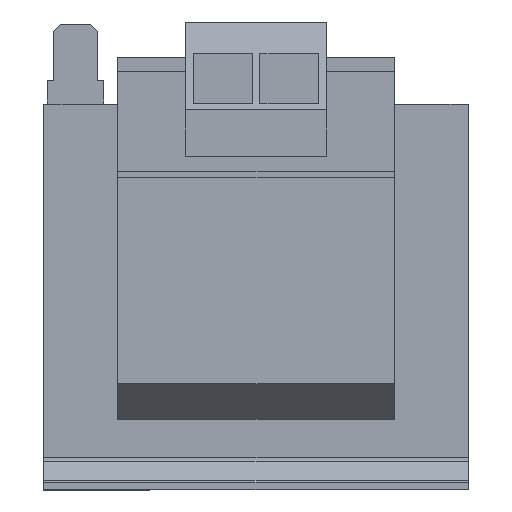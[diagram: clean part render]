
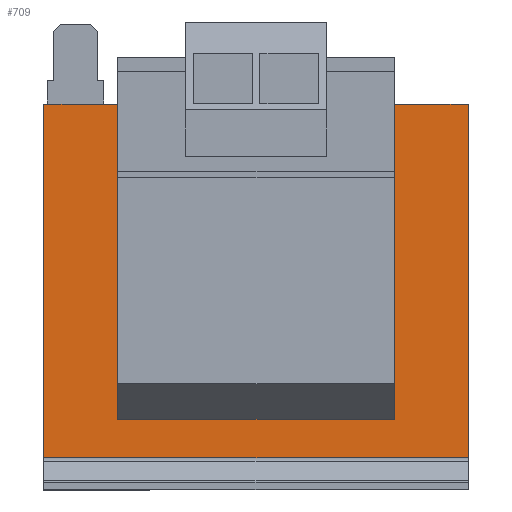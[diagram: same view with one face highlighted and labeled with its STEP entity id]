
A CAD part, top view. The second image highlights one B-rep face of the part: STEP entity #709.
In plain terms, the highlighted planar face has unit normal (0, 0, 1).
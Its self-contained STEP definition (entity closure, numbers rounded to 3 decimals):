
#28 = CARTESIAN_POINT ( 'NONE',  ( -30., -25., 10.5 ) ) ;
#128 = ORIENTED_EDGE ( 'NONE', *, *, #1802, .T. ) ;
#146 = DIRECTION ( 'NONE',  ( 0., 1., 0. ) ) ;
#190 = CARTESIAN_POINT ( 'NONE',  ( -19.55, -14.55, 10.5 ) ) ;
#245 = DIRECTION ( 'NONE',  ( 0., -1., 0. ) ) ;
#355 = ORIENTED_EDGE ( 'NONE', *, *, #383, .F. ) ;
#383 = EDGE_CURVE ( 'Defeature ausgef�hrt2_15+Defeature ausgef�hrt2_29+Defeature ausgef�hrt2_33+Defeature ausgef�hrt2_19', #3326, #2071, #2377, .T. ) ;
#385 = VECTOR ( 'NONE', #146, 1000. ) ;
#388 = VECTOR ( 'NONE', #1675, 1000. ) ;
#425 = VECTOR ( 'NONE', #1798, 1000. ) ;
#488 = LINE ( 'NONE', #1657, #388 ) ;
#508 = EDGE_CURVE ( 'Defeature ausgef�hrt2_32+Defeature ausgef�hrt2_29+Defeature ausgef�hrt2_15+Defeature ausgef�hrt2_34', #1243, #2404, #3144, .T. ) ;
#566 = EDGE_CURVE ( 'Defeature ausgef�hrt2_15+Defeature ausgef�hrt2_29+Defeature ausgef�hrt2_19+Defeature ausgef�hrt2_32', #2100, #1243, #4042, .T. ) ;
#583 = LINE ( 'NONE', #3885, #385 ) ;
#603 = PLANE ( 'NONE',  #1056 ) ;
#676 = CARTESIAN_POINT ( 'NONE',  ( -19.55, -19.55, 10.5 ) ) ;
#709 = ADVANCED_FACE ( 'Defeature ausgef�hrt2_29', ( #2381 ), #603, .T. ) ;
#732 = CARTESIAN_POINT ( 'NONE',  ( -19.55, 25., 10.5 ) ) ;
#818 = ORIENTED_EDGE ( 'NONE', *, *, #3920, .T. ) ;
#839 = VERTEX_POINT ( 'NONE', #676 ) ;
#989 = LINE ( 'NONE', #2074, #3779 ) ;
#1056 = AXIS2_PLACEMENT_3D ( 'NONE', #1222, #3409, #1537 ) ;
#1160 = CARTESIAN_POINT ( 'NONE',  ( 0., 25., 10.5 ) ) ;
#1222 = CARTESIAN_POINT ( 'NONE',  ( 0., 0., 10.5 ) ) ;
#1226 = VERTEX_POINT ( 'NONE', #4014 ) ;
#1243 = VERTEX_POINT ( 'NONE', #3087 ) ;
#1345 = LINE ( 'NONE', #190, #2223 ) ;
#1388 = DIRECTION ( 'NONE',  ( 1., 0., 0. ) ) ;
#1450 = DIRECTION ( 'NONE',  ( 1., 0., 0. ) ) ;
#1493 = VECTOR ( 'NONE', #245, 1000. ) ;
#1537 = DIRECTION ( 'NONE',  ( 1., 0., 0. ) ) ;
#1630 = ORIENTED_EDGE ( 'NONE', *, *, #2189, .T. ) ;
#1657 = CARTESIAN_POINT ( 'NONE',  ( -30., 0., 10.5 ) ) ;
#1675 = DIRECTION ( 'NONE',  ( 0., -1., 0. ) ) ;
#1782 = EDGE_CURVE ( 'Defeature ausgef�hrt2_29+Defeature ausgef�hrt2_18+Defeature ausgef�hrt2_27+Defeature ausgef�hrt2_28', #1226, #839, #3349, .T. ) ;
#1785 = CARTESIAN_POINT ( 'NONE',  ( -30., 25., 10.5 ) ) ;
#1798 = DIRECTION ( 'NONE',  ( 1., 0., 0. ) ) ;
#1802 = EDGE_CURVE ( 'Defeature ausgef�hrt2_29+Defeature ausgef�hrt2_28+Defeature ausgef�hrt2_28+Defeature ausgef�hrt2_15', #839, #2071, #1345, .T. ) ;
#1889 = VECTOR ( 'NONE', #3005, 1000. ) ;
#1927 = ORIENTED_EDGE ( 'NONE', *, *, #1782, .T. ) ;
#1937 = EDGE_LOOP ( 'NONE', ( #3000, #3032, #1927, #128, #355, #1630, #818, #2581 ) ) ;
#2060 = CARTESIAN_POINT ( 'NONE',  ( 19.55, -19.55, 10.5 ) ) ;
#2071 = VERTEX_POINT ( 'NONE', #732 ) ;
#2074 = CARTESIAN_POINT ( 'NONE',  ( 0., -25., 10.5 ) ) ;
#2100 = VERTEX_POINT ( 'NONE', #2893 ) ;
#2189 = EDGE_CURVE ( 'Defeature ausgef�hrt2_29+Defeature ausgef�hrt2_33+Defeature ausgef�hrt2_15+Defeature ausgef�hrt2_34', #3326, #2803, #488, .T. ) ;
#2223 = VECTOR ( 'NONE', #2992, 1000. ) ;
#2377 = LINE ( 'NONE', #2975, #3258 ) ;
#2381 = FACE_OUTER_BOUND ( 'NONE', #1937, .T. ) ;
#2404 = VERTEX_POINT ( 'NONE', #2957 ) ;
#2581 = ORIENTED_EDGE ( 'NONE', *, *, #508, .F. ) ;
#2728 = CARTESIAN_POINT ( 'NONE',  ( 30., 0., 10.5 ) ) ;
#2803 = VERTEX_POINT ( 'NONE', #28 ) ;
#2893 = CARTESIAN_POINT ( 'NONE',  ( 19.55, 25., 10.5 ) ) ;
#2957 = CARTESIAN_POINT ( 'NONE',  ( 30., -25., 10.5 ) ) ;
#2975 = CARTESIAN_POINT ( 'NONE',  ( 0., 25., 10.5 ) ) ;
#2992 = DIRECTION ( 'NONE',  ( 0., 1., 0. ) ) ;
#3000 = ORIENTED_EDGE ( 'NONE', *, *, #566, .F. ) ;
#3005 = DIRECTION ( 'NONE',  ( -1., 0., 0. ) ) ;
#3032 = ORIENTED_EDGE ( 'NONE', *, *, #3259, .F. ) ;
#3087 = CARTESIAN_POINT ( 'NONE',  ( 30., 25., 10.5 ) ) ;
#3144 = LINE ( 'NONE', #2728, #1493 ) ;
#3258 = VECTOR ( 'NONE', #1388, 1000. ) ;
#3259 = EDGE_CURVE ( 'Defeature ausgef�hrt2_27+Defeature ausgef�hrt2_29+Defeature ausgef�hrt2_29+Defeature ausgef�hrt2_19', #1226, #2100, #583, .T. ) ;
#3326 = VERTEX_POINT ( 'NONE', #1785 ) ;
#3349 = LINE ( 'NONE', #2060, #1889 ) ;
#3409 = DIRECTION ( 'NONE',  ( 0., 0., 1. ) ) ;
#3779 = VECTOR ( 'NONE', #1450, 1000. ) ;
#3885 = CARTESIAN_POINT ( 'NONE',  ( 19.55, -14.55, 10.5 ) ) ;
#3920 = EDGE_CURVE ( 'Defeature ausgef�hrt2_29+Defeature ausgef�hrt2_34+Defeature ausgef�hrt2_33+Defeature ausgef�hrt2_32', #2803, #2404, #989, .T. ) ;
#4014 = CARTESIAN_POINT ( 'NONE',  ( 19.55, -19.55, 10.5 ) ) ;
#4042 = LINE ( 'NONE', #1160, #425 ) ;
